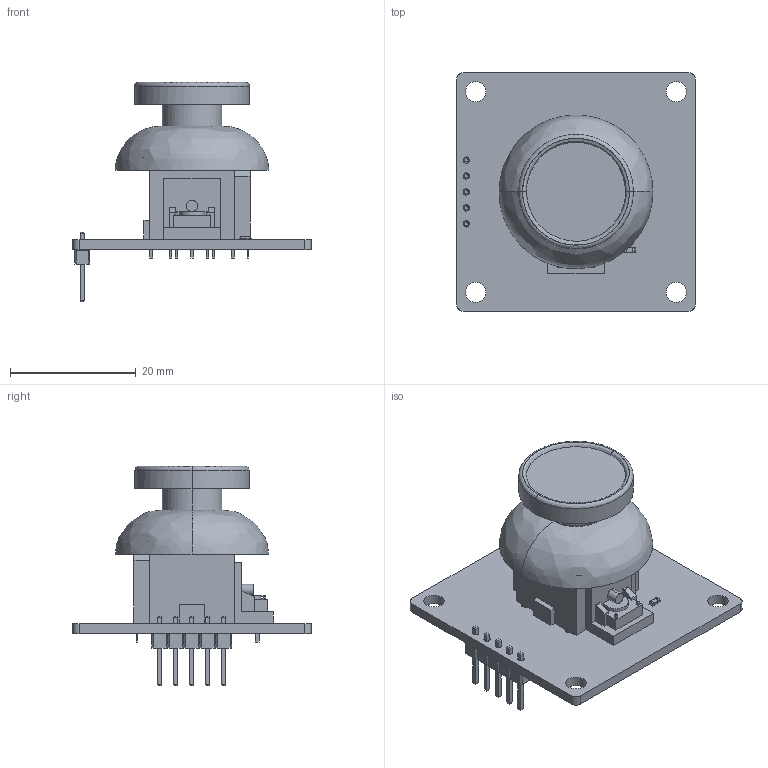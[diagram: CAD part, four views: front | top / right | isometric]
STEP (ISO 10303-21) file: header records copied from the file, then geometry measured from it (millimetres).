
FILE_DESCRIPTION(('KiCad electronic assembly'),'2;1');
FILE_NAME('Joystick_2-axis_with_pushbutton_breakout_3D.step', '2022-08-16T12:34:03',('Pcbnew'),('Kicad'), 'Open CASCADE STEP processor 7.6','KiCad to STEP converter','Unknown' );
FILE_SCHEMA(('AUTOMOTIVE_DESIGN { 1 0 10303 214 1 1 1 1 }'));
Length unit declared in the file: millimetre
Products named in the file (8): Joystick_2-axis_with_pushbutton_breakout_3D 1; 0603R; SOLID; joystick; COMPOUND; 5x_Male_Pin_2.54_mm; _autosave-Joystick_breakout PCB
Assembly tree (7 placements, depth 3):
  Joystick_2-axis_with_pushbutton_breakout_3D 1
    0603R
      SOLID
    joystick
      COMPOUND
    5x_Male_Pin_2.54_mm
      COMPOUND
    _autosave-Joystick_breakout PCB
Bounding box: 38 x 38 x 34.96 mm (x, y, z)
Volume: 7687.3 mm3; surface area: 7276.7 mm2
Topology: 26 solids, 26 shells, 486 faces, 1129 edges, 716 vertices
Faces by surface type: bspline 445, cylinder 27, plane 14
Full cylindrical faces by diameter (mm): 1 x11, 1.2 x4, 1.5 x4, 3.2 x4
Entity records: 28646 total; most frequent: CARTESIAN_POINT 10784, B_SPLINE_CURVE_WITH_KNOTS 2772, ORIENTED_EDGE 2242, PCURVE 2242, DEFINITIONAL_REPRESENTATION 2242, EDGE_CURVE 1121, SURFACE_CURVE 1098, VERTEX_POINT 716
